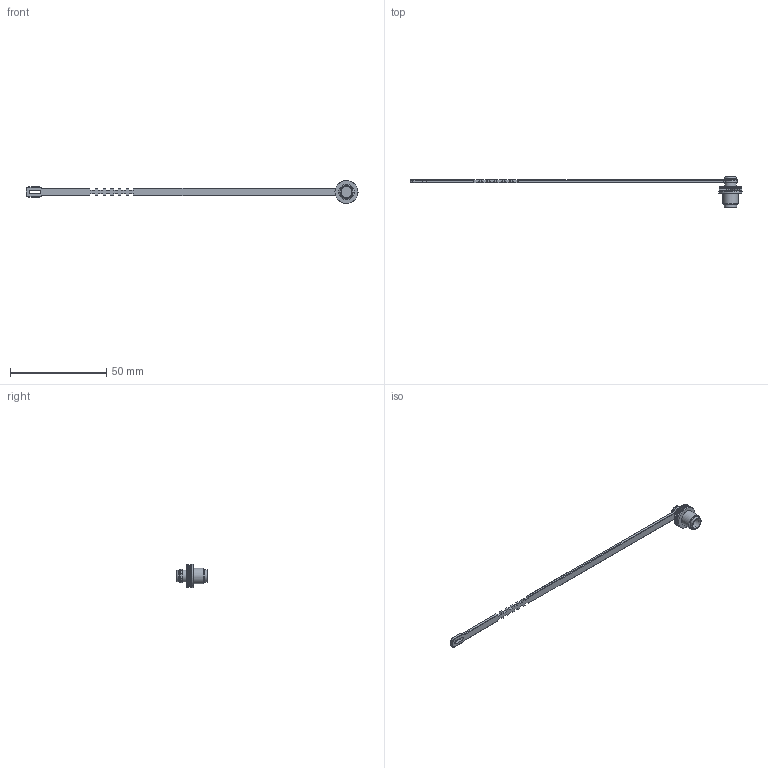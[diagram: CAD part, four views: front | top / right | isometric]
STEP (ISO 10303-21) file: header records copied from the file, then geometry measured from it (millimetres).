
FILE_DESCRIPTION(/* description */ (''),/* implementation_level */ '2;1');
FILE_NAME(/* name */ 'Schutzstopfen_M8x1_UNV.stp',/* time_stamp */ '2018-09-06T10:26:23+02:00',/* author */ (''),/* organization */ (''),/* preprocessor_version */ 'ST-DEVELOPER v16',/* originating_system */ 'SIEMENS PLM Software NX 10.0',/* authorisation */ '');
FILE_SCHEMA (('AUTOMOTIVE_DESIGN { 1 0 10303 214 3 1 1 1 }'));
Length unit declared in the file: millimetre
Products named in the file (1): Schutzstopfen_M8x1_UNV
Bounding box: 172.68 x 16 x 12 mm (x, y, z)
Volume: 1558.5 mm3; surface area: 2714.3 mm2
Topology: 1 solids, 1 shells, 334 faces, 945 edges, 622 vertices
Faces by surface type: plane 266, cylinder 51, torus 16, cone 1
Full cylindrical faces by diameter (mm): 3.8 x2, 5.7 x1, 6.2 x2, 6.5 x1, 8 x1, 12 x1
Entity records: 12386 total; most frequent: CARTESIAN_POINT 4057, ORIENTED_EDGE 1862, DIRECTION 1516, EDGE_CURVE 931, VERTEX_POINT 619, LINE 608, VECTOR 608, AXIS2_PLACEMENT_3D 454
